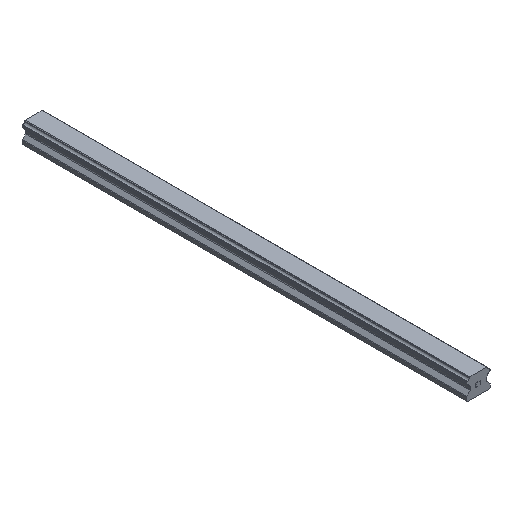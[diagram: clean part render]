
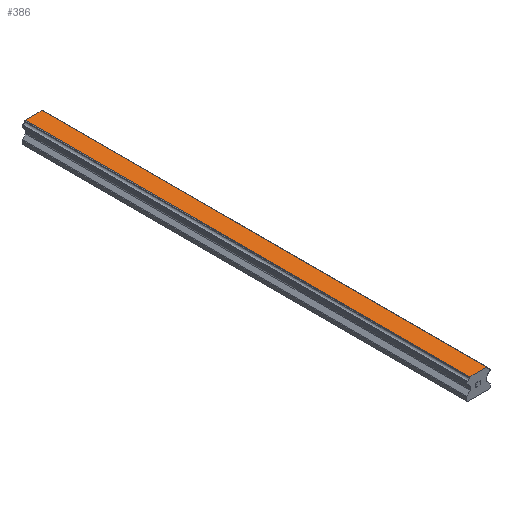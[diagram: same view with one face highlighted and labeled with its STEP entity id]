
A CAD part, isometric view. The second image highlights one B-rep face of the part: STEP entity #386.
In plain terms, the highlighted planar face has unit normal (0, 0, 1).
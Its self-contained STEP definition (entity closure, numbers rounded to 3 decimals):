
#386=ADVANCED_FACE('',(#791),#792,.T.);
#791=FACE_OUTER_BOUND('',#1215,.T.);
#792=PLANE('',#1216);
#1215=EDGE_LOOP('',(#2358,#2359,#2360,#2361));
#1216=AXIS2_PLACEMENT_3D('',#2362,#2363,#2364);
#2358=ORIENTED_EDGE('',*,*,#2910,.T.);
#2359=ORIENTED_EDGE('',*,*,#3000,.F.);
#2360=ORIENTED_EDGE('',*,*,#2780,.F.);
#2361=ORIENTED_EDGE('',*,*,#2998,.T.);
#2362=CARTESIAN_POINT('',(0.0,380.0,17.5));
#2363=DIRECTION('',(0.0,0.0,1.0));
#2364=DIRECTION('',(-1.0,0.0,-0.0));
#2780=EDGE_CURVE('',#3406,#3408,#3409,.T.);
#2910=EDGE_CURVE('',#3623,#3621,#3624,.T.);
#2998=EDGE_CURVE('',#3406,#3623,#3730,.T.);
#3000=EDGE_CURVE('',#3408,#3621,#3732,.T.);
#3406=VERTEX_POINT('',#4289);
#3408=VERTEX_POINT('',#4292);
#3409=LINE('',#4293,#4294);
#3621=VERTEX_POINT('',#4588);
#3623=VERTEX_POINT('',#4591);
#3624=LINE('',#4592,#4593);
#3730=LINE('',#4727,#4728);
#3732=LINE('',#4730,#4731);
#4289=CARTESIAN_POINT('',(-7.231,380.0,17.5));
#4292=CARTESIAN_POINT('',(7.231,380.0,17.5));
#4293=CARTESIAN_POINT('',(-7.231,380.0,17.5));
#4294=VECTOR('',#5021,1.0);
#4588=CARTESIAN_POINT('',(7.231,0.0,17.5));
#4591=CARTESIAN_POINT('',(-7.231,0.0,17.5));
#4592=CARTESIAN_POINT('',(-7.231,0.0,17.5));
#4593=VECTOR('',#5171,1.0);
#4727=CARTESIAN_POINT('',(-7.231,380.0,17.5));
#4728=VECTOR('',#5275,1.0);
#4730=CARTESIAN_POINT('',(7.231,380.0,17.5));
#4731=VECTOR('',#5276,1.0);
#5021=DIRECTION('',(1.0,0.0,0.0));
#5171=DIRECTION('',(1.0,0.0,0.0));
#5275=DIRECTION('',(0.0,-1.0,0.0));
#5276=DIRECTION('',(0.0,-1.0,0.0));
